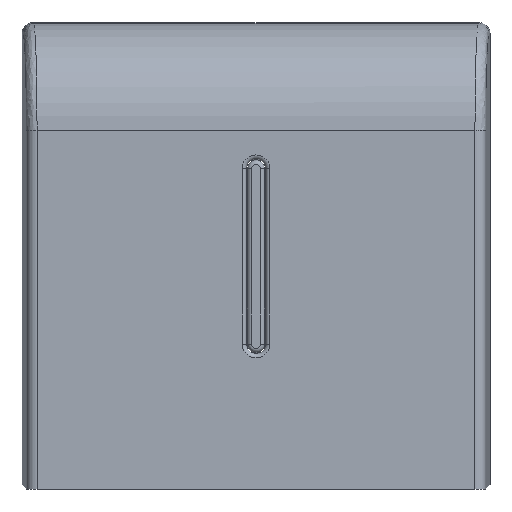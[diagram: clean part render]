
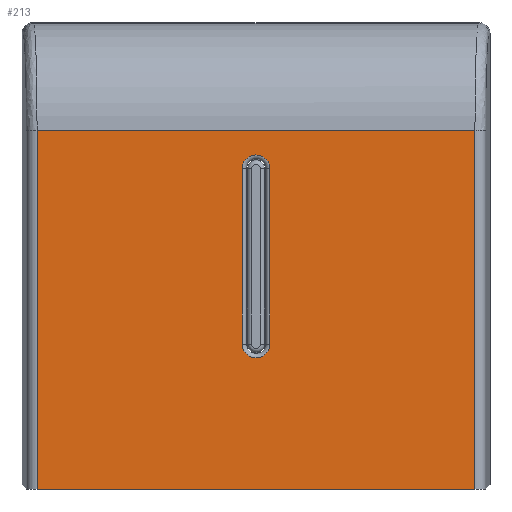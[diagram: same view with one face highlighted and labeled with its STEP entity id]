
A CAD part, top view. The second image highlights one B-rep face of the part: STEP entity #213.
In plain terms, the highlighted planar face has unit normal (0, 0, 1).
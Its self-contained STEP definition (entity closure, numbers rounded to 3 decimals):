
#97=AXIS2_PLACEMENT_3D('Circle Axis2P3D',#95,#96,$) ;
#152=AXIS2_PLACEMENT_3D('Circle Axis2P3D',#150,#151,$) ;
#171=AXIS2_PLACEMENT_3D('Plane Axis2P3D',#168,#169,#170) ;
#44=CARTESIAN_POINT('Vertex',(-0.652,15.1,9.7)) ;
#47=CARTESIAN_POINT('Line Origine',(-0.652,8.501,9.7)) ;
#51=CARTESIAN_POINT('Vertex',(-0.652,6.9,9.7)) ;
#92=CARTESIAN_POINT('Vertex',(0.652,15.1,9.7)) ;
#95=CARTESIAN_POINT('Axis2P3D Location',(0.,15.1,9.7)) ;
#124=CARTESIAN_POINT('Vertex',(0.652,6.9,9.7)) ;
#127=CARTESIAN_POINT('Line Origine',(0.652,8.501,9.7)) ;
#150=CARTESIAN_POINT('Axis2P3D Location',(0.,6.9,9.7)) ;
#168=CARTESIAN_POINT('Axis2P3D Location',(0.,11.05,9.7)) ;
#173=CARTESIAN_POINT('Line Origine',(0.,16.903,9.7)) ;
#177=CARTESIAN_POINT('Vertex',(10.248,16.903,9.7)) ;
#179=CARTESIAN_POINT('Vertex',(-10.248,16.903,9.7)) ;
#182=CARTESIAN_POINT('Line Origine',(-10.248,8.501,9.7)) ;
#186=CARTESIAN_POINT('Vertex',(-10.248,0.1,9.7)) ;
#189=CARTESIAN_POINT('Line Origine',(0.,0.1,9.7)) ;
#193=CARTESIAN_POINT('Vertex',(10.248,0.1,9.7)) ;
#196=CARTESIAN_POINT('Line Origine',(10.248,8.501,9.7)) ;
#48=DIRECTION('Vector Direction',(0.,-1.,0.)) ;
#96=DIRECTION('Axis2P3D Direction',(0.,0.,1.)) ;
#128=DIRECTION('Vector Direction',(0.,-1.,0.)) ;
#151=DIRECTION('Axis2P3D Direction',(0.,0.,1.)) ;
#169=DIRECTION('Axis2P3D Direction',(0.,0.,1.)) ;
#170=DIRECTION('Axis2P3D XDirection',(1.,0.,0.)) ;
#174=DIRECTION('Vector Direction',(-1.,0.,0.)) ;
#183=DIRECTION('Vector Direction',(0.,-1.,0.)) ;
#190=DIRECTION('Vector Direction',(-1.,0.,0.)) ;
#197=DIRECTION('Vector Direction',(0.,1.,0.)) ;
#49=VECTOR('Line Direction',#48,1.) ;
#129=VECTOR('Line Direction',#128,1.) ;
#175=VECTOR('Line Direction',#174,1.) ;
#184=VECTOR('Line Direction',#183,1.) ;
#191=VECTOR('Line Direction',#190,1.) ;
#198=VECTOR('Line Direction',#197,1.) ;
#202=ORIENTED_EDGE('',*,*,#181,.T.) ;
#203=ORIENTED_EDGE('',*,*,#188,.T.) ;
#204=ORIENTED_EDGE('',*,*,#195,.T.) ;
#205=ORIENTED_EDGE('',*,*,#200,.F.) ;
#208=ORIENTED_EDGE('',*,*,#99,.F.) ;
#209=ORIENTED_EDGE('',*,*,#131,.F.) ;
#210=ORIENTED_EDGE('',*,*,#154,.F.) ;
#211=ORIENTED_EDGE('',*,*,#53,.F.) ;
#212=FACE_BOUND('',#207,.T.) ;
#213=ADVANCED_FACE('PartBody',(#206,#212),#172,.T.) ;
#98=CIRCLE('generated circle',#97,0.652) ;
#153=CIRCLE('generated circle',#152,0.652) ;
#53=EDGE_CURVE('',#45,#52,#50,.T.) ;
#99=EDGE_CURVE('',#93,#45,#98,.T.) ;
#131=EDGE_CURVE('',#125,#93,#130,.F.) ;
#154=EDGE_CURVE('',#52,#125,#153,.T.) ;
#181=EDGE_CURVE('',#178,#180,#176,.T.) ;
#188=EDGE_CURVE('',#180,#187,#185,.T.) ;
#195=EDGE_CURVE('',#187,#194,#192,.F.) ;
#200=EDGE_CURVE('',#178,#194,#199,.F.) ;
#201=EDGE_LOOP('',(#202,#203,#204,#205)) ;
#207=EDGE_LOOP('',(#208,#209,#210,#211)) ;
#206=FACE_OUTER_BOUND('',#201,.T.) ;
#50=LINE('Line',#47,#49) ;
#130=LINE('Line',#127,#129) ;
#176=LINE('Line',#173,#175) ;
#185=LINE('Line',#182,#184) ;
#192=LINE('Line',#189,#191) ;
#199=LINE('Line',#196,#198) ;
#172=PLANE('',#171) ;
#45=VERTEX_POINT('',#44) ;
#52=VERTEX_POINT('',#51) ;
#93=VERTEX_POINT('',#92) ;
#125=VERTEX_POINT('',#124) ;
#178=VERTEX_POINT('',#177) ;
#180=VERTEX_POINT('',#179) ;
#187=VERTEX_POINT('',#186) ;
#194=VERTEX_POINT('',#193) ;
